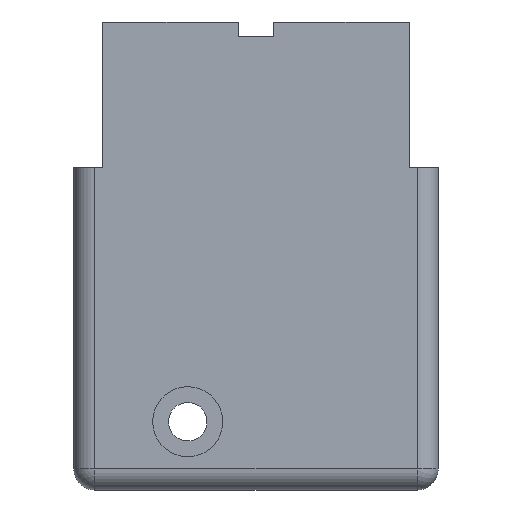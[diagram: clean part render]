
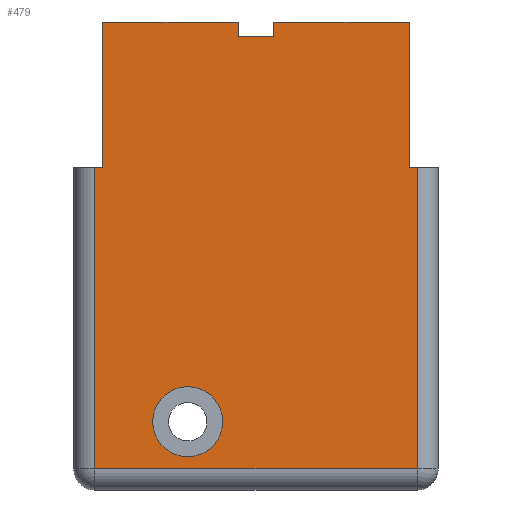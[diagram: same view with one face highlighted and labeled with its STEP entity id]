
A CAD part, front view. The second image highlights one B-rep face of the part: STEP entity #479.
In plain terms, the highlighted planar face has unit normal (0, -1, 0).
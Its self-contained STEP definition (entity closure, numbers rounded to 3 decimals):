
#18=FACE_BOUND('',#63,.T.);
#34=FACE_OUTER_BOUND('',#62,.T.);
#62=EDGE_LOOP('',(#335,#336,#337,#338,#339,#340,#341,#342,#343,#344,#345,
#346));
#63=EDGE_LOOP('',(#347,#348));
#93=CIRCLE('',#521,5.);
#94=CIRCLE('',#522,5.);
#118=LINE('',#743,#164);
#119=LINE('',#745,#165);
#120=LINE('',#747,#166);
#121=LINE('',#749,#167);
#122=LINE('',#751,#168);
#123=LINE('',#753,#169);
#124=LINE('',#755,#170);
#125=LINE('',#757,#171);
#126=LINE('',#759,#172);
#127=LINE('',#761,#173);
#128=LINE('',#763,#174);
#129=LINE('',#764,#175);
#164=VECTOR('',#595,10.);
#165=VECTOR('',#596,10.);
#166=VECTOR('',#597,10.);
#167=VECTOR('',#598,10.);
#168=VECTOR('',#599,10.);
#169=VECTOR('',#600,10.);
#170=VECTOR('',#601,10.);
#171=VECTOR('',#602,10.);
#172=VECTOR('',#603,10.);
#173=VECTOR('',#604,10.);
#174=VECTOR('',#605,10.);
#175=VECTOR('',#606,10.);
#212=VERTEX_POINT('',#729);
#213=VERTEX_POINT('',#731);
#216=VERTEX_POINT('',#741);
#217=VERTEX_POINT('',#742);
#218=VERTEX_POINT('',#744);
#219=VERTEX_POINT('',#746);
#220=VERTEX_POINT('',#748);
#221=VERTEX_POINT('',#750);
#222=VERTEX_POINT('',#752);
#223=VERTEX_POINT('',#754);
#224=VERTEX_POINT('',#756);
#225=VERTEX_POINT('',#758);
#226=VERTEX_POINT('',#760);
#227=VERTEX_POINT('',#762);
#258=EDGE_CURVE('',#213,#212,#93,.T.);
#259=EDGE_CURVE('',#212,#213,#94,.T.);
#263=EDGE_CURVE('',#216,#217,#118,.T.);
#264=EDGE_CURVE('',#218,#217,#119,.T.);
#265=EDGE_CURVE('',#219,#218,#120,.T.);
#266=EDGE_CURVE('',#220,#219,#121,.T.);
#267=EDGE_CURVE('',#221,#220,#122,.T.);
#268=EDGE_CURVE('',#222,#221,#123,.T.);
#269=EDGE_CURVE('',#223,#222,#124,.T.);
#270=EDGE_CURVE('',#224,#223,#125,.T.);
#271=EDGE_CURVE('',#224,#225,#126,.T.);
#272=EDGE_CURVE('',#226,#225,#127,.T.);
#273=EDGE_CURVE('',#226,#227,#128,.T.);
#274=EDGE_CURVE('',#227,#216,#129,.T.);
#335=ORIENTED_EDGE('',*,*,#263,.T.);
#336=ORIENTED_EDGE('',*,*,#264,.F.);
#337=ORIENTED_EDGE('',*,*,#265,.F.);
#338=ORIENTED_EDGE('',*,*,#266,.F.);
#339=ORIENTED_EDGE('',*,*,#267,.F.);
#340=ORIENTED_EDGE('',*,*,#268,.F.);
#341=ORIENTED_EDGE('',*,*,#269,.F.);
#342=ORIENTED_EDGE('',*,*,#270,.F.);
#343=ORIENTED_EDGE('',*,*,#271,.T.);
#344=ORIENTED_EDGE('',*,*,#272,.F.);
#345=ORIENTED_EDGE('',*,*,#273,.T.);
#346=ORIENTED_EDGE('',*,*,#274,.T.);
#347=ORIENTED_EDGE('',*,*,#258,.T.);
#348=ORIENTED_EDGE('',*,*,#259,.T.);
#461=PLANE('',#527);
#479=ADVANCED_FACE('',(#34,#18),#461,.T.);
#521=AXIS2_PLACEMENT_3D('',#732,#581,#582);
#522=AXIS2_PLACEMENT_3D('',#733,#583,#584);
#527=AXIS2_PLACEMENT_3D('',#740,#593,#594);
#581=DIRECTION('center_axis',(0.,1.,0.));
#582=DIRECTION('ref_axis',(0.,0.,1.));
#583=DIRECTION('center_axis',(0.,1.,0.));
#584=DIRECTION('ref_axis',(0.,0.,1.));
#593=DIRECTION('center_axis',(0.,-1.,0.));
#594=DIRECTION('ref_axis',(1.,0.,0.));
#595=DIRECTION('',(0.,0.,1.));
#596=DIRECTION('',(1.,0.,0.));
#597=DIRECTION('',(0.,0.,1.));
#598=DIRECTION('',(1.,0.,0.));
#599=DIRECTION('',(0.,0.,1.));
#600=DIRECTION('',(-1.,0.,0.));
#601=DIRECTION('',(0.,0.,-1.));
#602=DIRECTION('',(1.,0.,0.));
#603=DIRECTION('',(0.,0.,1.));
#604=DIRECTION('',(1.,0.,0.));
#605=DIRECTION('',(0.,0.,-1.));
#606=DIRECTION('',(-1.,0.,0.));
#729=CARTESIAN_POINT('',(5.25,0.,62.75));
#731=CARTESIAN_POINT('',(5.25,0.,52.75));
#732=CARTESIAN_POINT('Origin',(5.25,0.,57.75));
#733=CARTESIAN_POINT('Origin',(5.25,0.,57.75));
#740=CARTESIAN_POINT('Origin',(-6.9,0.,94.));
#741=CARTESIAN_POINT('',(12.5,0.,112.8));
#742=CARTESIAN_POINT('',(12.5,0.,114.8));
#743=CARTESIAN_POINT('',(12.5,0.,103.4));
#744=CARTESIAN_POINT('',(-6.9,0.,114.8));
#745=CARTESIAN_POINT('',(36.9,0.,114.8));
#746=CARTESIAN_POINT('',(-6.9,0.,94.));
#747=CARTESIAN_POINT('',(-6.9,0.,94.));
#748=CARTESIAN_POINT('',(-8.,0.,94.));
#749=CARTESIAN_POINT('',(41.,0.,94.));
#750=CARTESIAN_POINT('',(-8.,0.,51.));
#751=CARTESIAN_POINT('',(-8.,0.,94.));
#752=CARTESIAN_POINT('',(38.,0.,51.));
#753=CARTESIAN_POINT('',(41.,0.,51.));
#754=CARTESIAN_POINT('',(38.,0.,94.));
#755=CARTESIAN_POINT('',(38.,0.,94.));
#756=CARTESIAN_POINT('',(36.9,0.,94.));
#757=CARTESIAN_POINT('',(41.,0.,94.));
#758=CARTESIAN_POINT('',(36.9,0.,114.8));
#759=CARTESIAN_POINT('',(36.9,0.,94.));
#760=CARTESIAN_POINT('',(17.5,0.,114.8));
#761=CARTESIAN_POINT('',(36.9,0.,114.8));
#762=CARTESIAN_POINT('',(17.5,0.,112.8));
#763=CARTESIAN_POINT('',(17.5,0.,104.4));
#764=CARTESIAN_POINT('',(5.3,0.,112.8));
